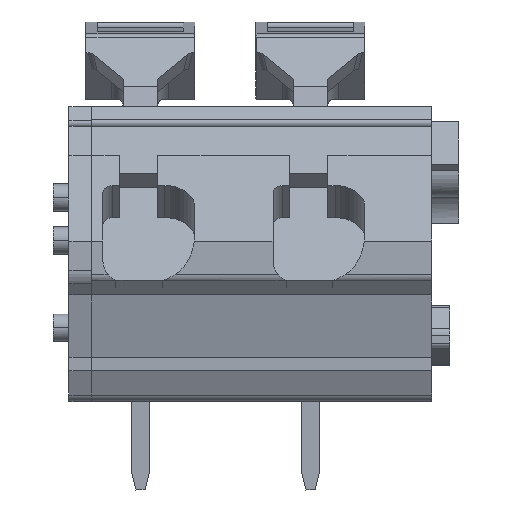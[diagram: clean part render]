
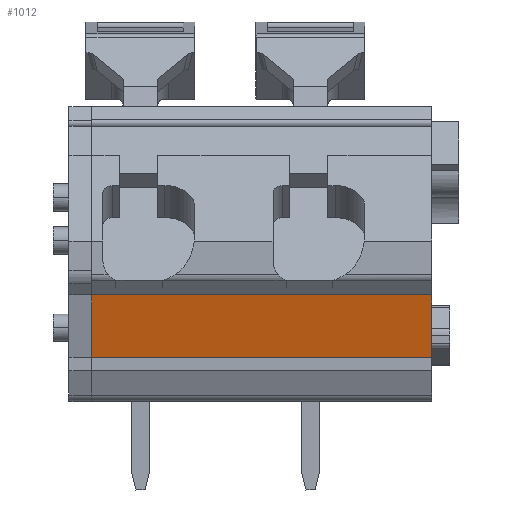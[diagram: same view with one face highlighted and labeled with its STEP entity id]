
A CAD part, front view. The second image highlights one B-rep face of the part: STEP entity #1012.
In plain terms, the highlighted planar face has unit normal (0, -0.966, -0.259).
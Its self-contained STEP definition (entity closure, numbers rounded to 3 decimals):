
#992=AXIS2_PLACEMENT_3D('Plane Axis2P3D',#989,#990,#991) ;
#210=CARTESIAN_POINT('Vertex',(1.7,1.37,5.85)) ;
#213=CARTESIAN_POINT('Line Origine',(1.7,1.002,7.225)) ;
#217=CARTESIAN_POINT('Vertex',(1.7,0.634,8.6)) ;
#973=CARTESIAN_POINT('Vertex',(16.7,1.37,5.85)) ;
#976=CARTESIAN_POINT('Line Origine',(9.2,1.37,5.85)) ;
#989=CARTESIAN_POINT('Axis2P3D Location',(6.35,1.37,5.85)) ;
#994=CARTESIAN_POINT('Line Origine',(16.7,1.002,7.225)) ;
#998=CARTESIAN_POINT('Vertex',(16.7,0.634,8.6)) ;
#1001=CARTESIAN_POINT('Line Origine',(9.2,0.634,8.6)) ;
#214=DIRECTION('Vector Direction',(0.,-0.259,0.966)) ;
#977=DIRECTION('Vector Direction',(-1.,0.,0.)) ;
#990=DIRECTION('Axis2P3D Direction',(0.,-0.966,-0.259)) ;
#991=DIRECTION('Axis2P3D XDirection',(0.,-0.259,0.966)) ;
#995=DIRECTION('Vector Direction',(0.,-0.259,0.966)) ;
#1002=DIRECTION('Vector Direction',(-1.,0.,0.)) ;
#215=VECTOR('Line Direction',#214,1.) ;
#978=VECTOR('Line Direction',#977,1.) ;
#996=VECTOR('Line Direction',#995,1.) ;
#1003=VECTOR('Line Direction',#1002,1.) ;
#1007=ORIENTED_EDGE('',*,*,#980,.F.) ;
#1008=ORIENTED_EDGE('',*,*,#1000,.T.) ;
#1009=ORIENTED_EDGE('',*,*,#1005,.T.) ;
#1010=ORIENTED_EDGE('',*,*,#219,.F.) ;
#1012=ADVANCED_FACE('Housing\\LMZF500-housing',(#1011),#993,.T.) ;
#219=EDGE_CURVE('',#211,#218,#216,.T.) ;
#980=EDGE_CURVE('',#974,#211,#979,.T.) ;
#1000=EDGE_CURVE('',#974,#999,#997,.T.) ;
#1005=EDGE_CURVE('',#999,#218,#1004,.T.) ;
#1006=EDGE_LOOP('',(#1007,#1008,#1009,#1010)) ;
#1011=FACE_OUTER_BOUND('',#1006,.T.) ;
#216=LINE('Line',#213,#215) ;
#979=LINE('Line',#976,#978) ;
#997=LINE('Line',#994,#996) ;
#1004=LINE('Line',#1001,#1003) ;
#993=PLANE('',#992) ;
#211=VERTEX_POINT('',#210) ;
#218=VERTEX_POINT('',#217) ;
#974=VERTEX_POINT('',#973) ;
#999=VERTEX_POINT('',#998) ;
